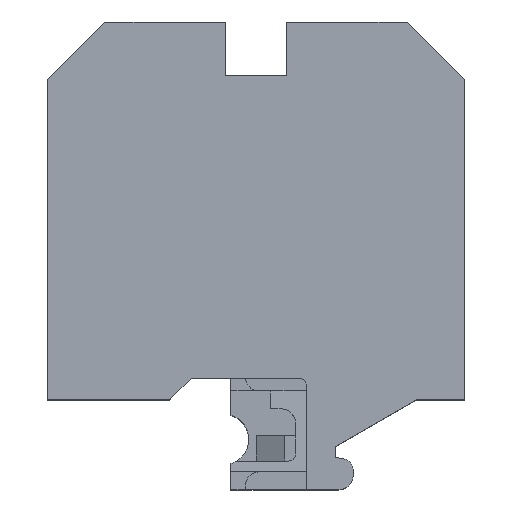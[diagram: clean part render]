
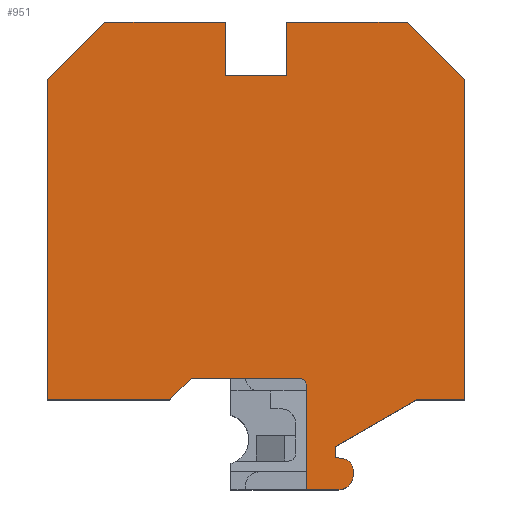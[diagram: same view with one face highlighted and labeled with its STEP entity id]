
A CAD part, top view. The second image highlights one B-rep face of the part: STEP entity #951.
In plain terms, the highlighted planar face has unit normal (0, 0, 1).
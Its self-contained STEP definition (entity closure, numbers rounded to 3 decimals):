
#31=CIRCLE('',#1014,1.);
#32=CIRCLE('',#1015,2.);
#33=CIRCLE('',#1016,1.5);
#53=ORIENTED_EDGE('',*,*,#335,.T.);
#54=ORIENTED_EDGE('',*,*,#327,.T.);
#55=ORIENTED_EDGE('',*,*,#336,.T.);
#56=ORIENTED_EDGE('',*,*,#337,.T.);
#57=ORIENTED_EDGE('',*,*,#338,.T.);
#58=ORIENTED_EDGE('',*,*,#339,.T.);
#59=ORIENTED_EDGE('',*,*,#340,.T.);
#60=ORIENTED_EDGE('',*,*,#341,.T.);
#61=ORIENTED_EDGE('',*,*,#342,.F.);
#62=ORIENTED_EDGE('',*,*,#343,.F.);
#63=ORIENTED_EDGE('',*,*,#344,.T.);
#64=ORIENTED_EDGE('',*,*,#345,.T.);
#65=ORIENTED_EDGE('',*,*,#346,.T.);
#66=ORIENTED_EDGE('',*,*,#347,.T.);
#67=ORIENTED_EDGE('',*,*,#348,.T.);
#68=ORIENTED_EDGE('',*,*,#349,.T.);
#69=ORIENTED_EDGE('',*,*,#350,.T.);
#70=ORIENTED_EDGE('',*,*,#351,.T.);
#71=ORIENTED_EDGE('',*,*,#352,.T.);
#72=ORIENTED_EDGE('',*,*,#353,.T.);
#73=ORIENTED_EDGE('',*,*,#354,.T.);
#74=ORIENTED_EDGE('',*,*,#332,.T.);
#327=EDGE_CURVE('',#468,#469,#562,.T.);
#332=EDGE_CURVE('',#474,#473,#567,.T.);
#335=EDGE_CURVE('',#473,#468,#570,.T.);
#336=EDGE_CURVE('',#469,#476,#571,.T.);
#337=EDGE_CURVE('',#476,#477,#572,.T.);
#338=EDGE_CURVE('',#477,#478,#573,.T.);
#339=EDGE_CURVE('',#478,#479,#574,.T.);
#340=EDGE_CURVE('',#479,#480,#575,.T.);
#341=EDGE_CURVE('',#480,#481,#576,.T.);
#342=EDGE_CURVE('',#482,#481,#31,.T.);
#343=EDGE_CURVE('',#483,#482,#577,.T.);
#344=EDGE_CURVE('',#483,#484,#578,.T.);
#345=EDGE_CURVE('',#484,#485,#32,.T.);
#346=EDGE_CURVE('',#485,#486,#579,.T.);
#347=EDGE_CURVE('',#486,#487,#33,.T.);
#348=EDGE_CURVE('',#487,#488,#580,.T.);
#349=EDGE_CURVE('',#488,#489,#581,.T.);
#350=EDGE_CURVE('',#489,#490,#582,.T.);
#351=EDGE_CURVE('',#490,#491,#583,.T.);
#352=EDGE_CURVE('',#491,#492,#584,.T.);
#353=EDGE_CURVE('',#492,#493,#585,.T.);
#354=EDGE_CURVE('',#493,#474,#586,.T.);
#468=VERTEX_POINT('',#1338);
#469=VERTEX_POINT('',#1339);
#473=VERTEX_POINT('',#1348);
#474=VERTEX_POINT('',#1350);
#476=VERTEX_POINT('',#1357);
#477=VERTEX_POINT('',#1359);
#478=VERTEX_POINT('',#1361);
#479=VERTEX_POINT('',#1363);
#480=VERTEX_POINT('',#1365);
#481=VERTEX_POINT('',#1367);
#482=VERTEX_POINT('',#1369);
#483=VERTEX_POINT('',#1371);
#484=VERTEX_POINT('',#1373);
#485=VERTEX_POINT('',#1375);
#486=VERTEX_POINT('',#1377);
#487=VERTEX_POINT('',#1379);
#488=VERTEX_POINT('',#1381);
#489=VERTEX_POINT('',#1383);
#490=VERTEX_POINT('',#1385);
#491=VERTEX_POINT('',#1387);
#492=VERTEX_POINT('',#1389);
#493=VERTEX_POINT('',#1391);
#562=LINE('',#1337,#686);
#567=LINE('',#1349,#691);
#570=LINE('',#1355,#694);
#571=LINE('',#1356,#695);
#572=LINE('',#1358,#696);
#573=LINE('',#1360,#697);
#574=LINE('',#1362,#698);
#575=LINE('',#1364,#699);
#576=LINE('',#1366,#700);
#577=LINE('',#1370,#701);
#578=LINE('',#1372,#702);
#579=LINE('',#1376,#703);
#580=LINE('',#1380,#704);
#581=LINE('',#1382,#705);
#582=LINE('',#1384,#706);
#583=LINE('',#1386,#707);
#584=LINE('',#1388,#708);
#585=LINE('',#1390,#709);
#586=LINE('',#1392,#710);
#686=VECTOR('',#1081,1000.);
#691=VECTOR('',#1088,1000.);
#694=VECTOR('',#1093,1000.);
#695=VECTOR('',#1094,1000.);
#696=VECTOR('',#1095,1000.);
#697=VECTOR('',#1096,1000.);
#698=VECTOR('',#1097,1000.);
#699=VECTOR('',#1098,1000.);
#700=VECTOR('',#1099,1000.);
#701=VECTOR('',#1102,1000.);
#702=VECTOR('',#1103,1000.);
#703=VECTOR('',#1106,1000.);
#704=VECTOR('',#1109,1000.);
#705=VECTOR('',#1110,1000.);
#706=VECTOR('',#1111,1000.);
#707=VECTOR('',#1112,1000.);
#708=VECTOR('',#1113,1000.);
#709=VECTOR('',#1114,1000.);
#710=VECTOR('',#1115,1000.);
#812=EDGE_LOOP('',(#53,#54,#55,#56,#57,#58,#59,#60,#61,#62,#63,#64,#65,
#66,#67,#68,#69,#70,#71,#72,#73,#74));
#861=FACE_BOUND('',#812,.T.);
#910=PLANE('',#1013);
#951=ADVANCED_FACE('',(#861),#910,.F.);
#1013=AXIS2_PLACEMENT_3D('',#1354,#1091,#1092);
#1014=AXIS2_PLACEMENT_3D('',#1368,#1100,#1101);
#1015=AXIS2_PLACEMENT_3D('',#1374,#1104,#1105);
#1016=AXIS2_PLACEMENT_3D('',#1378,#1107,#1108);
#1081=DIRECTION('',(0.,1.,0.));
#1088=DIRECTION('',(0.,-1.,0.));
#1091=DIRECTION('',(0.,0.,-1.));
#1092=DIRECTION('',(-1.,0.,0.));
#1093=DIRECTION('',(-1.,0.,0.));
#1094=DIRECTION('',(-1.,0.,0.));
#1095=DIRECTION('',(-0.707,-0.707,0.));
#1096=DIRECTION('',(0.,-1.,0.));
#1097=DIRECTION('',(1.,0.,0.));
#1098=DIRECTION('',(0.707,0.707,0.));
#1099=DIRECTION('',(1.,0.,0.));
#1100=DIRECTION('',(0.,0.,1.));
#1101=DIRECTION('',(1.,0.,0.));
#1102=DIRECTION('',(0.,1.,0.));
#1103=DIRECTION('',(1.,0.,0.));
#1104=DIRECTION('',(0.,0.,1.));
#1105=DIRECTION('',(-1.,0.,0.));
#1106=DIRECTION('',(0.,1.,0.));
#1107=DIRECTION('',(0.,0.,1.));
#1108=DIRECTION('',(1.,0.,0.));
#1109=DIRECTION('',(-0.982,0.191,0.));
#1110=DIRECTION('',(0.,1.,0.));
#1111=DIRECTION('',(0.866,0.5,0.));
#1112=DIRECTION('',(1.,0.,0.));
#1113=DIRECTION('',(0.,1.,0.));
#1114=DIRECTION('',(-0.707,0.707,0.));
#1115=DIRECTION('',(-1.,0.,0.));
#1337=CARTESIAN_POINT('',(-4.25,11.56,18.));
#1338=CARTESIAN_POINT('',(-4.25,24.56,18.));
#1339=CARTESIAN_POINT('',(-4.25,32.06,18.));
#1348=CARTESIAN_POINT('',(4.25,24.56,18.));
#1349=CARTESIAN_POINT('',(4.25,11.56,18.));
#1350=CARTESIAN_POINT('',(4.25,32.06,18.));
#1354=CARTESIAN_POINT('',(-4.5,-25.94,18.));
#1355=CARTESIAN_POINT('',(-4.25,24.56,18.));
#1356=CARTESIAN_POINT('',(21.,32.06,18.));
#1357=CARTESIAN_POINT('',(-21.,32.06,18.));
#1358=CARTESIAN_POINT('',(-21.,32.06,18.));
#1359=CARTESIAN_POINT('',(-29.,24.06,18.));
#1360=CARTESIAN_POINT('',(-29.,24.06,18.));
#1361=CARTESIAN_POINT('',(-29.,-20.44,18.));
#1362=CARTESIAN_POINT('',(-29.,-20.44,18.));
#1363=CARTESIAN_POINT('',(-12.,-20.44,18.));
#1364=CARTESIAN_POINT('',(-12.,-20.44,18.));
#1365=CARTESIAN_POINT('',(-9.,-17.44,18.));
#1366=CARTESIAN_POINT('',(-9.,-17.44,18.));
#1367=CARTESIAN_POINT('',(6.,-17.44,18.));
#1368=CARTESIAN_POINT('',(6.,-18.44,18.));
#1369=CARTESIAN_POINT('',(7.,-18.44,18.));
#1370=CARTESIAN_POINT('',(7.,-20.19,18.));
#1371=CARTESIAN_POINT('',(7.,-32.94,18.));
#1372=CARTESIAN_POINT('',(-3.5,-32.94,18.));
#1373=CARTESIAN_POINT('',(11.5,-32.94,18.));
#1374=CARTESIAN_POINT('',(11.5,-30.94,18.));
#1375=CARTESIAN_POINT('',(13.5,-30.94,18.));
#1376=CARTESIAN_POINT('',(13.5,-30.94,18.));
#1377=CARTESIAN_POINT('',(13.5,-30.163,18.));
#1378=CARTESIAN_POINT('',(12.,-30.163,18.));
#1379=CARTESIAN_POINT('',(12.286,-28.69,18.));
#1380=CARTESIAN_POINT('',(12.286,-28.69,18.));
#1381=CARTESIAN_POINT('',(11.,-28.44,18.));
#1382=CARTESIAN_POINT('',(11.,-28.44,18.));
#1383=CARTESIAN_POINT('',(11.,-26.94,18.));
#1384=CARTESIAN_POINT('',(11.,-26.94,18.));
#1385=CARTESIAN_POINT('',(22.258,-20.44,18.));
#1386=CARTESIAN_POINT('',(22.258,-20.44,18.));
#1387=CARTESIAN_POINT('',(29.,-20.44,18.));
#1388=CARTESIAN_POINT('',(29.,-20.44,18.));
#1389=CARTESIAN_POINT('',(29.,24.06,18.));
#1390=CARTESIAN_POINT('',(29.,24.06,18.));
#1391=CARTESIAN_POINT('',(21.,32.06,18.));
#1392=CARTESIAN_POINT('',(21.,32.06,18.));
